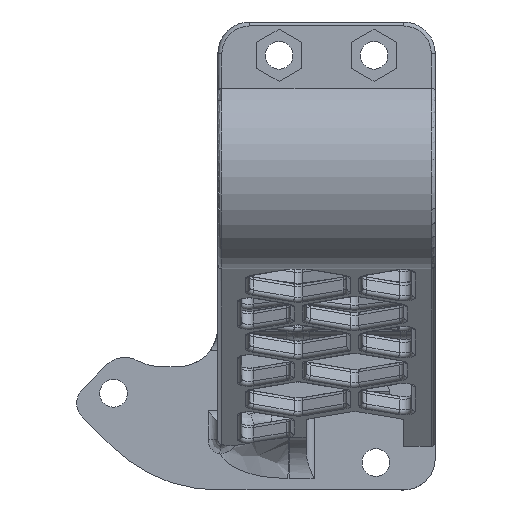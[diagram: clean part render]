
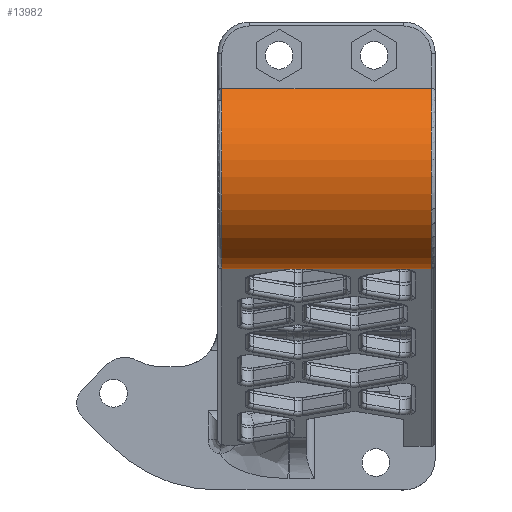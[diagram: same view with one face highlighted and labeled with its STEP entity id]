
A CAD part, front view. The second image highlights one B-rep face of the part: STEP entity #13982.
In plain terms, the highlighted cylindrical face has radius 12.65 mm (diameter 25.3 mm), a partial arc.
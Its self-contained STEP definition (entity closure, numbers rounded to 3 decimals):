
#1396=CIRCLE('',#15879,12.65);
#1407=CIRCLE('',#15898,12.65);
#1803=CYLINDRICAL_SURFACE('',#15900,12.65);
#2800=FACE_OUTER_BOUND('',#3715,.T.);
#3715=EDGE_LOOP('',(#12942,#12943,#12944,#12945));
#4722=LINE('',#25295,#5699);
#4735=LINE('',#25321,#5712);
#5699=VECTOR('',#20575,10.);
#5712=VECTOR('',#20590,10.);
#6931=VERTEX_POINT('',#25235);
#6932=VERTEX_POINT('',#25236);
#6933=VERTEX_POINT('',#25256);
#6938=VERTEX_POINT('',#25289);
#8965=EDGE_CURVE('',#6931,#6932,#1396,.T.);
#8981=EDGE_CURVE('',#6938,#6933,#1407,.T.);
#8982=EDGE_CURVE('',#6931,#6933,#4722,.T.);
#8995=EDGE_CURVE('',#6938,#6932,#4735,.T.);
#12942=ORIENTED_EDGE('',*,*,#8965,.T.);
#12943=ORIENTED_EDGE('',*,*,#8995,.F.);
#12944=ORIENTED_EDGE('',*,*,#8981,.T.);
#12945=ORIENTED_EDGE('',*,*,#8982,.F.);
#13982=ADVANCED_FACE('',(#2800),#1803,.T.);
#15879=AXIS2_PLACEMENT_3D('',#25237,#20530,#20531);
#15898=AXIS2_PLACEMENT_3D('',#25293,#20571,#20572);
#15900=AXIS2_PLACEMENT_3D('',#25320,#20588,#20589);
#20530=DIRECTION('center_axis',(1.,0.,0.));
#20531=DIRECTION('ref_axis',(0.,-0.874,-0.486));
#20571=DIRECTION('center_axis',(-1.,0.,0.));
#20572=DIRECTION('ref_axis',(0.,-0.874,-0.486));
#20575=DIRECTION('',(1.,0.,0.));
#20588=DIRECTION('center_axis',(1.,0.,0.));
#20589=DIRECTION('ref_axis',(0.,-0.874,-0.486));
#20590=DIRECTION('',(-1.,0.,0.));
#25235=CARTESIAN_POINT('',(-187.416,-35.963,57.073));
#25236=CARTESIAN_POINT('',(-187.416,-23.781,35.157));
#25237=CARTESIAN_POINT('Origin',(-187.416,-28.4,46.934));
#25256=CARTESIAN_POINT('',(-160.943,-35.963,57.073));
#25289=CARTESIAN_POINT('',(-160.943,-23.781,35.157));
#25293=CARTESIAN_POINT('Origin',(-160.943,-28.4,46.934));
#25295=CARTESIAN_POINT('',(-184.916,-35.963,57.073));
#25320=CARTESIAN_POINT('Origin',(-184.916,-28.4,46.934));
#25321=CARTESIAN_POINT('',(-184.916,-23.781,35.157));
